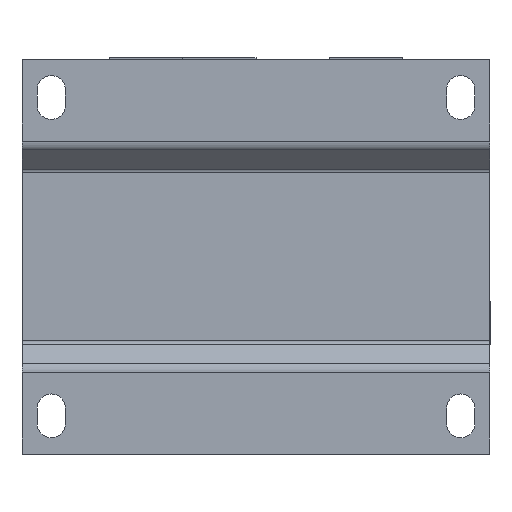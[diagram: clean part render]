
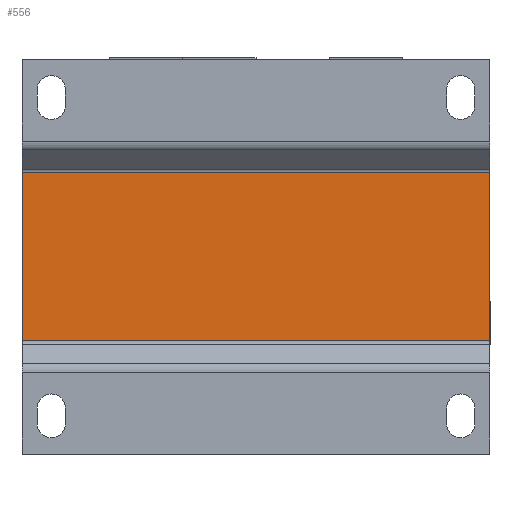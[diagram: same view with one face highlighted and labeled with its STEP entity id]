
A CAD part, front view. The second image highlights one B-rep face of the part: STEP entity #556.
In plain terms, the highlighted planar face has unit normal (0, -1, 0).
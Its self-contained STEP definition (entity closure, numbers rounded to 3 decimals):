
#556 = ADVANCED_FACE ( 'Defeature ausgef�hrt1_80', ( #5838 ), #4898, .F. ) ;
#686 = EDGE_CURVE ( 'Defeature ausgef�hrt1_82+Defeature ausgef�hrt1_80+Defeature ausgef�hrt1_75+Defeature ausgef�hrt1_62', #4715, #894, #858, .T. ) ;
#858 = LINE ( 'NONE', #1562, #6283 ) ;
#894 = VERTEX_POINT ( 'NONE', #4547 ) ;
#981 = EDGE_LOOP ( 'NONE', ( #6708, #3523, #3974, #4765 ) ) ;
#1562 = CARTESIAN_POINT ( 'NONE',  ( 48., -41.5, 40.5 ) ) ;
#1709 = LINE ( 'NONE', #2276, #3401 ) ;
#1860 = LINE ( 'NONE', #7300, #4947 ) ;
#2074 = CARTESIAN_POINT ( 'NONE',  ( 0., -41.5, 0. ) ) ;
#2207 = DIRECTION ( 'NONE',  ( -1., 0., 0. ) ) ;
#2276 = CARTESIAN_POINT ( 'NONE',  ( 0., -41.5, 17.25 ) ) ;
#3270 = DIRECTION ( 'NONE',  ( 0., 0., 1. ) ) ;
#3401 = VECTOR ( 'NONE', #2207, 1000. ) ;
#3523 = ORIENTED_EDGE ( 'NONE', *, *, #686, .F. ) ;
#3558 = DIRECTION ( 'NONE',  ( -1., 0., 0. ) ) ;
#3635 = CARTESIAN_POINT ( 'NONE',  ( 0., -41.5, -17.25 ) ) ;
#3853 = CARTESIAN_POINT ( 'NONE',  ( 48., -41.5, 17.25 ) ) ;
#3881 = EDGE_CURVE ( 'Defeature ausgef�hrt1_60+Defeature ausgef�hrt1_80+Defeature ausgef�hrt1_62+Defeature ausgef�hrt1_61', #894, #4725, #5293, .T. ) ;
#3974 = ORIENTED_EDGE ( 'NONE', *, *, #5930, .T. ) ;
#4324 = VECTOR ( 'NONE', #3558, 1000. ) ;
#4353 = AXIS2_PLACEMENT_3D ( 'NONE', #2074, #5514, #6013 ) ;
#4359 = CARTESIAN_POINT ( 'NONE',  ( -48., -41.5, 17.25 ) ) ;
#4547 = CARTESIAN_POINT ( 'NONE',  ( 48., -41.5, -17.25 ) ) ;
#4686 = EDGE_CURVE ( 'Defeature ausgef�hrt1_81+Defeature ausgef�hrt1_80+Defeature ausgef�hrt1_61+Defeature ausgef�hrt1_74', #4725, #6414, #1860, .T. ) ;
#4715 = VERTEX_POINT ( 'NONE', #3853 ) ;
#4725 = VERTEX_POINT ( 'NONE', #7250 ) ;
#4765 = ORIENTED_EDGE ( 'NONE', *, *, #4686, .F. ) ;
#4898 = PLANE ( 'NONE',  #4353 ) ;
#4947 = VECTOR ( 'NONE', #3270, 1000. ) ;
#5293 = LINE ( 'NONE', #3635, #4324 ) ;
#5514 = DIRECTION ( 'NONE',  ( 0., 1., 0. ) ) ;
#5838 = FACE_OUTER_BOUND ( 'NONE', #981, .T. ) ;
#5930 = EDGE_CURVE ( 'Defeature ausgef�hrt1_80+Defeature ausgef�hrt1_73+Defeature ausgef�hrt1_82+Defeature ausgef�hrt1_81', #4715, #6414, #1709, .T. ) ;
#6013 = DIRECTION ( 'NONE',  ( 1., 0., 0. ) ) ;
#6283 = VECTOR ( 'NONE', #7218, 1000. ) ;
#6414 = VERTEX_POINT ( 'NONE', #4359 ) ;
#6708 = ORIENTED_EDGE ( 'NONE', *, *, #3881, .F. ) ;
#7218 = DIRECTION ( 'NONE',  ( 0., 0., -1. ) ) ;
#7250 = CARTESIAN_POINT ( 'NONE',  ( -48., -41.5, -17.25 ) ) ;
#7300 = CARTESIAN_POINT ( 'NONE',  ( -48., -41.5, 40.5 ) ) ;
